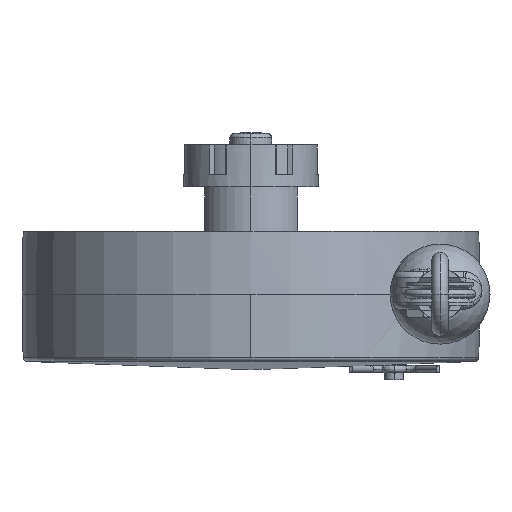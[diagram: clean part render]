
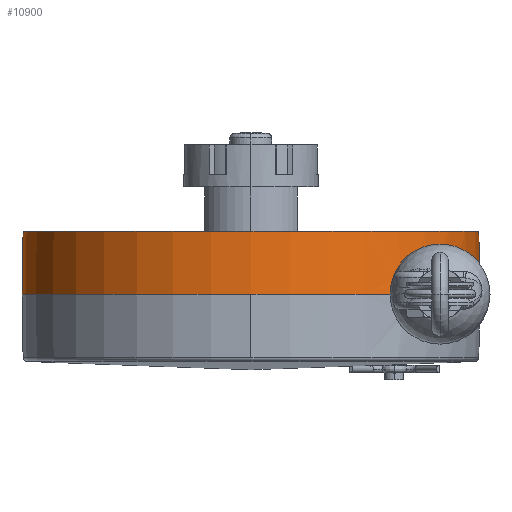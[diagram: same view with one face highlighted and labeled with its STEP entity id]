
A CAD part, front view. The second image highlights one B-rep face of the part: STEP entity #10900.
In plain terms, the highlighted conical face has half-angle 1 degrees and reference radius 54.5 mm.
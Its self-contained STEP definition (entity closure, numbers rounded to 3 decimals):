
#111 = CARTESIAN_POINT ( 'NONE',  ( 47.93, -25.618, 9.422 ) ) ;
#250 = DIRECTION ( 'NONE',  ( 0., 0., -1. ) ) ;
#500 = VERTEX_POINT ( 'NONE', #17649 ) ;
#1064 = CARTESIAN_POINT ( 'NONE',  ( 0., -54.5, 0. ) ) ;
#1178 = CARTESIAN_POINT ( 'NONE',  ( 0., 0., 0. ) ) ;
#1383 = DIRECTION ( 'NONE',  ( 0., 0., 1. ) ) ;
#1668 = CARTESIAN_POINT ( 'NONE',  ( 54.487, -0.688, 0.506 ) ) ;
#1762 = AXIS2_PLACEMENT_3D ( 'NONE', #1178, #20557, #14239 ) ;
#1945 = CARTESIAN_POINT ( 'NONE',  ( 44.68, -30.907, 9.996 ) ) ;
#2083 = CARTESIAN_POINT ( 'NONE',  ( 42.311, -34.1, 9.749 ) ) ;
#2212 = CARTESIAN_POINT ( 'NONE',  ( 54.213, -5.266, 2.423 ) ) ;
#3696 = VECTOR ( 'NONE', #27460, 1000. ) ;
#3878 = CARTESIAN_POINT ( 'NONE',  ( 52.704, -13.519, 5.751 ) ) ;
#4013 = CARTESIAN_POINT ( 'NONE',  ( 38.037, -38.851, 7.507 ) ) ;
#4161 = CARTESIAN_POINT ( 'NONE',  ( 43.346, -32.755, 9.918 ) ) ;
#4298 = CARTESIAN_POINT ( 'NONE',  ( 34.682, -42.041, 0. ) ) ;
#4705 = CARTESIAN_POINT ( 'NONE',  ( -54.5, 0., 0. ) ) ;
#4948 = EDGE_CURVE ( 'NONE', #500, #11749, #7902, .T. ) ;
#5287 = DIRECTION ( 'NONE',  ( 0., 0., -1. ) ) ;
#5753 = CIRCLE ( 'NONE', #17440, 54.5 ) ;
#6009 = CARTESIAN_POINT ( 'NONE',  ( 51.799, -16.589, 6.869 ) ) ;
#6272 = CARTESIAN_POINT ( 'NONE',  ( 54.442, -2.134, 1.097 ) ) ;
#6576 = CARTESIAN_POINT ( 'NONE',  ( 37.369, -39.509, 6.855 ) ) ;
#6631 = VERTEX_POINT ( 'NONE', #22390 ) ;
#7053 = ORIENTED_EDGE ( 'NONE', *, *, #15145, .T. ) ;
#7061 = LINE ( 'NONE', #24222, #23435 ) ;
#7742 = AXIS2_PLACEMENT_3D ( 'NONE', #15605, #5287, #26837 ) ;
#7902 = LINE ( 'NONE', #12517, #3696 ) ;
#8074 = EDGE_CURVE ( 'NONE', #16124, #26866, #13896, .T. ) ;
#8293 = FACE_OUTER_BOUND ( 'NONE', #9420, .T. ) ;
#8364 = B_SPLINE_CURVE_WITH_KNOTS ( 'NONE', 3,
 ( #4298, #15053, #19361, #23606, #21494, #18954, #19089, #25442, #8549, #8418, #14762, #17130, #6576, #4013, #23322, #16725, #12616, #16991, #2083, #4161, #27420, #23199, #1945, #27566, #10800, #27705, #111, #12909, #18808, #19228, #6009, #10525, #3878, #16859, #17286, #2212, #25574, #23738, #6272, #8701, #14898, #1668, #15178, #10667, #12481, #23462 ),
 .UNSPECIFIED., .F., .F.,
 ( 4, 2, 2, 2, 2, 2, 2, 2, 2, 2, 2, 2, 2, 2, 2, 2, 2, 2, 2, 2, 2, 2, 4 ),
 ( 0., 0.031, 0.062, 0.078, 0.094, 0.125, 0.156, 0.187, 0.25, 0.312, 0.344, 0.375, 0.437, 0.5, 0.625, 0.688, 0.75, 0.875, 0.938, 0.969, 0.984, 0.992, 1. ),
 .UNSPECIFIED. ) ;
#8418 = CARTESIAN_POINT ( 'NONE',  ( 36.161, -40.654, 5.275 ) ) ;
#8549 = CARTESIAN_POINT ( 'NONE',  ( 35.782, -41.002, 4.58 ) ) ;
#8701 = CARTESIAN_POINT ( 'NONE',  ( 54.471, -1.347, 0.769 ) ) ;
#9276 = EDGE_CURVE ( 'NONE', #26866, #500, #8364, .T. ) ;
#9420 = EDGE_LOOP ( 'NONE', ( #22799, #13647, #7053, #20472, #23688, #10585 ) ) ;
#9988 = CIRCLE ( 'NONE', #7742, 54.238 ) ;
#10525 = CARTESIAN_POINT ( 'NONE',  ( 52.424, -14.543, 6.134 ) ) ;
#10585 = ORIENTED_EDGE ( 'NONE', *, *, #9276, .F. ) ;
#10667 = CARTESIAN_POINT ( 'NONE',  ( 54.493, -0.285, 0.372 ) ) ;
#10800 = CARTESIAN_POINT ( 'NONE',  ( 46.249, -28.528, 9.868 ) ) ;
#10900 = ADVANCED_FACE ( 'NONE', ( #8293 ), #19742, .F. ) ;
#11749 = VERTEX_POINT ( 'NONE', #17479 ) ;
#12391 = EDGE_CURVE ( 'NONE', #11749, #6631, #9988, .T. ) ;
#12481 = CARTESIAN_POINT ( 'NONE',  ( 54.494, -0.148, 0.336 ) ) ;
#12517 = CARTESIAN_POINT ( 'NONE',  ( 54.5, 0., 0. ) ) ;
#12616 = CARTESIAN_POINT ( 'NONE',  ( 40.171, -36.616, 8.975 ) ) ;
#12909 = CARTESIAN_POINT ( 'NONE',  ( 49.442, -22.67, 8.78 ) ) ;
#13647 = ORIENTED_EDGE ( 'NONE', *, *, #24925, .F. ) ;
#13896 = CIRCLE ( 'NONE', #1762, 54.5 ) ;
#14239 = DIRECTION ( 'NONE',  ( -1., 0., 0. ) ) ;
#14762 = CARTESIAN_POINT ( 'NONE',  ( 36.441, -40.394, 5.701 ) ) ;
#14898 = CARTESIAN_POINT ( 'NONE',  ( 54.478, -1.085, 0.66 ) ) ;
#15053 = CARTESIAN_POINT ( 'NONE',  ( 34.682, -42.027, 0.577 ) ) ;
#15145 = EDGE_CURVE ( 'NONE', #25625, #6631, #7061, .T. ) ;
#15178 = CARTESIAN_POINT ( 'NONE',  ( 54.489, -0.555, 0.456 ) ) ;
#15605 = CARTESIAN_POINT ( 'NONE',  ( 0., 0., 15. ) ) ;
#16124 = VERTEX_POINT ( 'NONE', #1064 ) ;
#16725 = CARTESIAN_POINT ( 'NONE',  ( 39.434, -37.415, 8.576 ) ) ;
#16859 = CARTESIAN_POINT ( 'NONE',  ( 53.451, -10.44, 4.565 ) ) ;
#16991 = CARTESIAN_POINT ( 'NONE',  ( 41.605, -34.962, 9.559 ) ) ;
#17130 = CARTESIAN_POINT ( 'NONE',  ( 37.044, -39.823, 6.491 ) ) ;
#17286 = CARTESIAN_POINT ( 'NONE',  ( 53.827, -8.38, 3.725 ) ) ;
#17440 = AXIS2_PLACEMENT_3D ( 'NONE', #27261, #1383, #25424 ) ;
#17479 = CARTESIAN_POINT ( 'NONE',  ( 54.238, 0., 15. ) ) ;
#17649 = CARTESIAN_POINT ( 'NONE',  ( 54.494, 0., 0.336 ) ) ;
#18808 = CARTESIAN_POINT ( 'NONE',  ( 50.32, -20.671, 8.212 ) ) ;
#18954 = CARTESIAN_POINT ( 'NONE',  ( 35.343, -41.404, 3.594 ) ) ;
#19089 = CARTESIAN_POINT ( 'NONE',  ( 35.443, -41.313, 3.846 ) ) ;
#19228 = CARTESIAN_POINT ( 'NONE',  ( 51.453, -17.614, 7.222 ) ) ;
#19361 = CARTESIAN_POINT ( 'NONE',  ( 34.732, -41.974, 1.145 ) ) ;
#19742 = CONICAL_SURFACE ( 'NONE', #23808, 54.5, 0.017 ) ;
#20472 = ORIENTED_EDGE ( 'NONE', *, *, #12391, .F. ) ;
#20557 = DIRECTION ( 'NONE',  ( 0., 0., 1. ) ) ;
#21494 = CARTESIAN_POINT ( 'NONE',  ( 35.07, -41.654, 2.817 ) ) ;
#22390 = CARTESIAN_POINT ( 'NONE',  ( -54.238, 0., 15. ) ) ;
#22799 = ORIENTED_EDGE ( 'NONE', *, *, #8074, .F. ) ;
#23199 = CARTESIAN_POINT ( 'NONE',  ( 44.354, -31.374, 9.994 ) ) ;
#23322 = CARTESIAN_POINT ( 'NONE',  ( 38.381, -38.505, 7.797 ) ) ;
#23435 = VECTOR ( 'NONE', #23954, 1000. ) ;
#23462 = CARTESIAN_POINT ( 'NONE',  ( 54.494, 0., 0.336 ) ) ;
#23606 = CARTESIAN_POINT ( 'NONE',  ( 34.926, -41.787, 2.267 ) ) ;
#23688 = ORIENTED_EDGE ( 'NONE', *, *, #4948, .F. ) ;
#23738 = CARTESIAN_POINT ( 'NONE',  ( 54.415, -2.656, 1.318 ) ) ;
#23808 = AXIS2_PLACEMENT_3D ( 'NONE', #25583, #250, #25870 ) ;
#23954 = DIRECTION ( 'NONE',  ( 0.017, 0., 1. ) ) ;
#24222 = CARTESIAN_POINT ( 'NONE',  ( -54.5, 0., 0. ) ) ;
#24925 = EDGE_CURVE ( 'NONE', #25625, #16124, #5753, .T. ) ;
#25424 = DIRECTION ( 'NONE',  ( -1., 0., 0. ) ) ;
#25442 = CARTESIAN_POINT ( 'NONE',  ( 35.663, -41.112, 4.339 ) ) ;
#25574 = CARTESIAN_POINT ( 'NONE',  ( 54.312, -4.223, 1.982 ) ) ;
#25583 = CARTESIAN_POINT ( 'NONE',  ( 0., 0., 0. ) ) ;
#25625 = VERTEX_POINT ( 'NONE', #4705 ) ;
#25843 = CARTESIAN_POINT ( 'NONE',  ( 34.682, -42.041, 0. ) ) ;
#25870 = DIRECTION ( 'NONE',  ( -1., 0., 0. ) ) ;
#26837 = DIRECTION ( 'NONE',  ( -1., 0., 0. ) ) ;
#26866 = VERTEX_POINT ( 'NONE', #25843 ) ;
#27261 = CARTESIAN_POINT ( 'NONE',  ( 0., 0., 0. ) ) ;
#27420 = CARTESIAN_POINT ( 'NONE',  ( 43.687, -32.298, 9.955 ) ) ;
#27460 = DIRECTION ( 'NONE',  ( -0.017, 0., 1. ) ) ;
#27566 = CARTESIAN_POINT ( 'NONE',  ( 45.638, -29.492, 9.956 ) ) ;
#27705 = CARTESIAN_POINT ( 'NONE',  ( 47.393, -26.593, 9.601 ) ) ;
